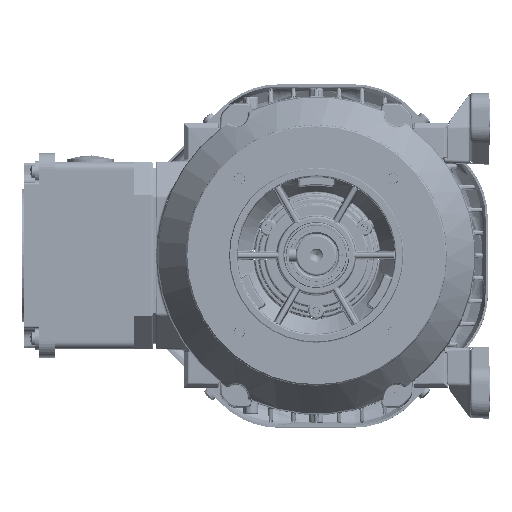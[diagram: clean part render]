
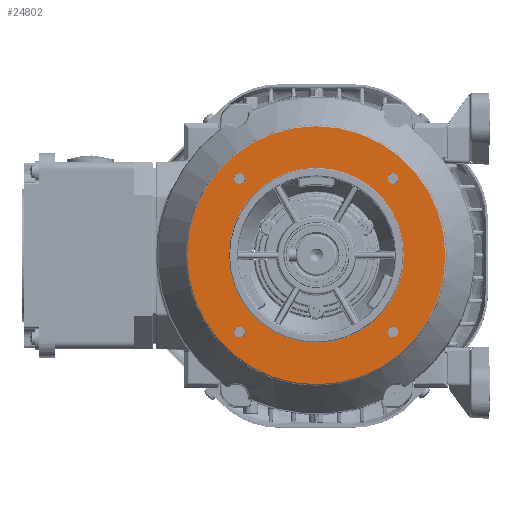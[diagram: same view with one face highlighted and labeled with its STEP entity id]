
A CAD part, top view. The second image highlights one B-rep face of the part: STEP entity #24802.
In plain terms, the highlighted planar face has unit normal (0, 0, 1).
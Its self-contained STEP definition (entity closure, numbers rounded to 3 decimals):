
#14421=FACE_BOUND('',#37816,.T.);
#14422=FACE_BOUND('',#37817,.T.);
#14423=FACE_BOUND('',#37818,.T.);
#14424=FACE_BOUND('',#37819,.T.);
#14425=FACE_BOUND('',#37820,.T.);
#14426=FACE_BOUND('',#37821,.T.);
#20399=CIRCLE('',#131998,59.395);
#20402=CIRCLE('',#132003,40.3);
#20404=CIRCLE('',#132006,2.496);
#20406=CIRCLE('',#132010,2.496);
#20408=CIRCLE('',#132014,2.496);
#20410=CIRCLE('',#132018,2.496);
#24802=ADVANCED_FACE('',(#14421,#14422,#14423,#14424,#14425,#14426),#28754,
 .F.);
#28754=PLANE('',#132022);
#37816=EDGE_LOOP('',(#61620));
#37817=EDGE_LOOP('',(#61621));
#37818=EDGE_LOOP('',(#61622));
#37819=EDGE_LOOP('',(#61623));
#37820=EDGE_LOOP('',(#61624));
#37821=EDGE_LOOP('',(#61625));
#61620=ORIENTED_EDGE('',*,*,#102774,.F.);
#61621=ORIENTED_EDGE('',*,*,#102778,.F.);
#61622=ORIENTED_EDGE('',*,*,#102772,.F.);
#61623=ORIENTED_EDGE('',*,*,#102776,.F.);
#61624=ORIENTED_EDGE('',*,*,#102770,.T.);
#61625=ORIENTED_EDGE('',*,*,#102767,.T.);
#86269=VERTEX_POINT('',#205925);
#86272=VERTEX_POINT('',#205933);
#86274=VERTEX_POINT('',#205938);
#86276=VERTEX_POINT('',#205944);
#86278=VERTEX_POINT('',#205950);
#86280=VERTEX_POINT('',#205956);
#102767=EDGE_CURVE('',#86269,#86269,#20399,.T.);
#102770=EDGE_CURVE('',#86272,#86272,#20402,.T.);
#102772=EDGE_CURVE('',#86274,#86274,#20404,.T.);
#102774=EDGE_CURVE('',#86276,#86276,#20406,.T.);
#102776=EDGE_CURVE('',#86278,#86278,#20408,.T.);
#102778=EDGE_CURVE('',#86280,#86280,#20410,.T.);
#131998=AXIS2_PLACEMENT_3D('',#205924,#154066,#154067);
#132003=AXIS2_PLACEMENT_3D('',#205932,#154076,#154077);
#132006=AXIS2_PLACEMENT_3D('',#205937,#154082,#154083);
#132010=AXIS2_PLACEMENT_3D('',#205943,#154090,#154091);
#132014=AXIS2_PLACEMENT_3D('',#205949,#154098,#154099);
#132018=AXIS2_PLACEMENT_3D('',#205955,#154106,#154107);
#132022=AXIS2_PLACEMENT_3D('',#205960,#154114,#154115);
#154066=DIRECTION('',(0.,0.,1.));
#154067=DIRECTION('',(0.,-1.,0.));
#154076=DIRECTION('',(0.,0.,-1.));
#154077=DIRECTION('',(0.,-1.,0.));
#154082=DIRECTION('',(0.,0.,1.));
#154083=DIRECTION('',(0.,-1.,0.));
#154090=DIRECTION('',(0.,0.,1.));
#154091=DIRECTION('',(0.,-1.,0.));
#154098=DIRECTION('',(0.,0.,1.));
#154099=DIRECTION('',(0.,-1.,0.));
#154106=DIRECTION('',(0.,0.,1.));
#154107=DIRECTION('',(0.,-1.,0.));
#154114=DIRECTION('',(0.,0.,-1.));
#154115=DIRECTION('',(0.,-1.,0.));
#205924=CARTESIAN_POINT('',(0.,0.,62.5));
#205925=CARTESIAN_POINT('',(0.,-59.395,62.5));
#205932=CARTESIAN_POINT('',(0.,0.,62.5));
#205933=CARTESIAN_POINT('',(0.,-40.3,62.5));
#205937=CARTESIAN_POINT('',(-35.355,35.355,62.5));
#205938=CARTESIAN_POINT('',(-35.355,32.86,62.5));
#205943=CARTESIAN_POINT('',(-35.355,-35.355,62.5));
#205944=CARTESIAN_POINT('',(-35.355,-37.851,62.5));
#205949=CARTESIAN_POINT('',(35.355,-35.355,62.5));
#205950=CARTESIAN_POINT('',(35.355,-37.851,62.5));
#205955=CARTESIAN_POINT('',(35.355,35.355,62.5));
#205956=CARTESIAN_POINT('',(35.355,32.86,62.5));
#205960=CARTESIAN_POINT('',(0.,0.,62.5));
